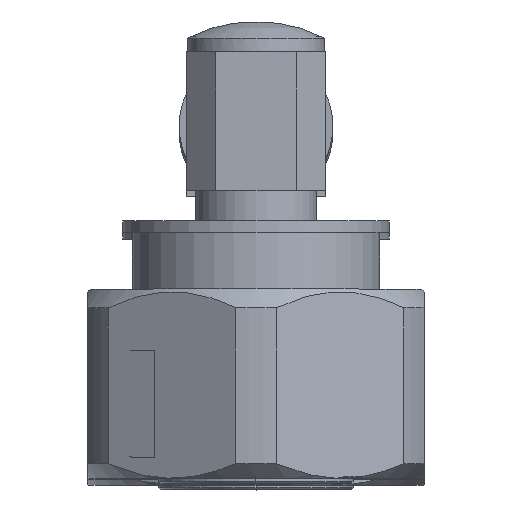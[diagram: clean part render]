
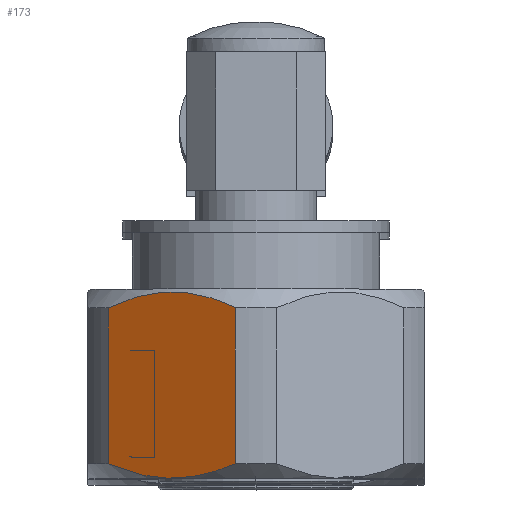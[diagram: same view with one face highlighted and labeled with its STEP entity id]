
A CAD part, top view. The second image highlights one B-rep face of the part: STEP entity #173.
In plain terms, the highlighted face is planar.
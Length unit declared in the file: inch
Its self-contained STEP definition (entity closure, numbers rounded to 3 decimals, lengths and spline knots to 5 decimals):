
#144 = CARTESIAN_POINT ( 'NONE',  ( -0.90601, 0.35867, -0.24491 ) ) ;
#164 = CARTESIAN_POINT ( 'NONE',  ( -0.88048, 0.45414, -0.07955 ) ) ;
#173 = ADVANCED_FACE ( 'NONE', ( #4233 ), #4657, .T. ) ;
#384 = CARTESIAN_POINT ( 'NONE',  ( -0.462, 0.46193, -0.06605 ) ) ;
#414 = AXIS2_PLACEMENT_3D ( 'NONE', #4261, #1373, #3860 ) ;
#479 = VECTOR ( 'NONE', #3571, 39.37008 ) ;
#605 = CARTESIAN_POINT ( 'NONE',  ( 0.30189, 0.28064, -0.38005 ) ) ;
#794 = EDGE_CURVE ( 'NONE', #3102, #837, #2624, .T. ) ;
#822 = CARTESIAN_POINT ( 'NONE',  ( -0.45623, 0.4543, -0.07927 ) ) ;
#837 = VERTEX_POINT ( 'NONE', #1507 ) ;
#1007 = CARTESIAN_POINT ( 'NONE',  ( -0.90691, 0.39127, -0.18843 ) ) ;
#1145 = B_SPLINE_CURVE_WITH_KNOTS ( 'NONE', 3,
 ( #1569, #1950, #4514, #1640, #3673, #4923, #1680, #3245, #4942, #2856, #5349, #822, #384, #1234 ),
 .UNSPECIFIED., .F., .F.,
 ( 4, 2, 2, 2, 2, 2, 4 ),
 ( 0.00079, 0.00324, 0.00446, 0.00569, 0.00814, 0.00936, 0.01059 ),
 .UNSPECIFIED. ) ;
#1234 = CARTESIAN_POINT ( 'NONE',  ( -0.46832, 0.46946, -0.05302 ) ) ;
#1373 = DIRECTION ( 'NONE',  ( 0., 0.866, -0.5 ) ) ;
#1384 = CARTESIAN_POINT ( 'NONE',  ( -0.8809, 0.29575, -0.35389 ) ) ;
#1424 = CARTESIAN_POINT ( 'NONE',  ( -0.9069, 0.36686, -0.23072 ) ) ;
#1440 = CARTESIAN_POINT ( 'NONE',  ( -0.8752, 0.46185, -0.0662 ) ) ;
#1502 = EDGE_LOOP ( 'NONE', ( #5095, #4624, #4908, #1608 ) ) ;
#1507 = CARTESIAN_POINT ( 'NONE',  ( -0.46832, 0.46946, -0.05302 ) ) ;
#1569 = CARTESIAN_POINT ( 'NONE',  ( -0.46832, 0.28064, -0.38005 ) ) ;
#1608 = ORIENTED_EDGE ( 'NONE', *, *, #794, .T. ) ;
#1640 = CARTESIAN_POINT ( 'NONE',  ( -0.43466, 0.33436, -0.28701 ) ) ;
#1680 = CARTESIAN_POINT ( 'NONE',  ( -0.427, 0.36671, -0.23098 ) ) ;
#1773 = CARTESIAN_POINT ( 'NONE',  ( -0.8694, 0.28064, -0.38005 ) ) ;
#1795 = CARTESIAN_POINT ( 'NONE',  ( -0.90258, 0.3426, -0.27275 ) ) ;
#1950 = CARTESIAN_POINT ( 'NONE',  ( -0.45578, 0.29558, -0.35418 ) ) ;
#2175 = CARTESIAN_POINT ( 'NONE',  ( -0.88971, 0.43864, -0.10639 ) ) ;
#2179 = EDGE_CURVE ( 'NONE', #3847, #837, #1145, .T. ) ;
#2393 = B_SPLINE_CURVE_WITH_KNOTS ( 'NONE', 3,
 ( #1773, #1384, #3850, #5096, #1795, #144, #1424, #1007, #3508, #4648, #2175, #164, #1440, #2617 ),
 .UNSPECIFIED., .F., .F.,
 ( 4, 2, 2, 2, 2, 2, 4 ),
 ( 0.00077, 0.00322, 0.00444, 0.00566, 0.0081, 0.00932, 0.01055 ),
 .UNSPECIFIED. ) ;
#2617 = CARTESIAN_POINT ( 'NONE',  ( -0.8694, 0.46946, -0.05302 ) ) ;
#2624 = LINE ( 'NONE', #3627, #479 ) ;
#2856 = CARTESIAN_POINT ( 'NONE',  ( -0.44158, 0.43089, -0.11983 ) ) ;
#3102 = VERTEX_POINT ( 'NONE', #5086 ) ;
#3245 = CARTESIAN_POINT ( 'NONE',  ( -0.42695, 0.39107, -0.18878 ) ) ;
#3323 = VECTOR ( 'NONE', #4444, 39.37008 ) ;
#3385 = EDGE_CURVE ( 'NONE', #4045, #3102, #2393, .T. ) ;
#3461 = EDGE_CURVE ( 'NONE', #3847, #4045, #3517, .T. ) ;
#3498 = CARTESIAN_POINT ( 'NONE',  ( -0.8694, 0.28064, -0.38005 ) ) ;
#3508 = CARTESIAN_POINT ( 'NONE',  ( -0.9034, 0.40725, -0.16076 ) ) ;
#3517 = LINE ( 'NONE', #605, #3323 ) ;
#3571 = DIRECTION ( 'NONE',  ( 1., 0., 0. ) ) ;
#3627 = CARTESIAN_POINT ( 'NONE',  ( 0.30189, 0.46946, -0.05302 ) ) ;
#3673 = CARTESIAN_POINT ( 'NONE',  ( -0.43184, 0.34232, -0.27323 ) ) ;
#3847 = VERTEX_POINT ( 'NONE', #4203 ) ;
#3850 = CARTESIAN_POINT ( 'NONE',  ( -0.89029, 0.3111, -0.32729 ) ) ;
#3860 = DIRECTION ( 'NONE',  ( 0., 0.5, 0.866 ) ) ;
#4045 = VERTEX_POINT ( 'NONE', #3498 ) ;
#4203 = CARTESIAN_POINT ( 'NONE',  ( -0.46832, 0.28064, -0.38005 ) ) ;
#4233 = FACE_OUTER_BOUND ( 'NONE', #1502, .T. ) ;
#4261 = CARTESIAN_POINT ( 'NONE',  ( -1.1627, 0.25003, -0.43307 ) ) ;
#4444 = DIRECTION ( 'NONE',  ( -1., 0., 0. ) ) ;
#4514 = CARTESIAN_POINT ( 'NONE',  ( -0.44547, 0.31083, -0.32777 ) ) ;
#4624 = ORIENTED_EDGE ( 'NONE', *, *, #3461, .T. ) ;
#4648 = CARTESIAN_POINT ( 'NONE',  ( -0.89368, 0.43084, -0.1199 ) ) ;
#4657 = PLANE ( 'NONE',  #414 ) ;
#4908 = ORIENTED_EDGE ( 'NONE', *, *, #3385, .T. ) ;
#4923 = CARTESIAN_POINT ( 'NONE',  ( -0.428, 0.35848, -0.24523 ) ) ;
#4942 = CARTESIAN_POINT ( 'NONE',  ( -0.43079, 0.40711, -0.16101 ) ) ;
#5086 = CARTESIAN_POINT ( 'NONE',  ( -0.8694, 0.46946, -0.05302 ) ) ;
#5095 = ORIENTED_EDGE ( 'NONE', *, *, #2179, .F. ) ;
#5096 = CARTESIAN_POINT ( 'NONE',  ( -0.90004, 0.33466, -0.2865 ) ) ;
#5349 = CARTESIAN_POINT ( 'NONE',  ( -0.44602, 0.43879, -0.10613 ) ) ;
